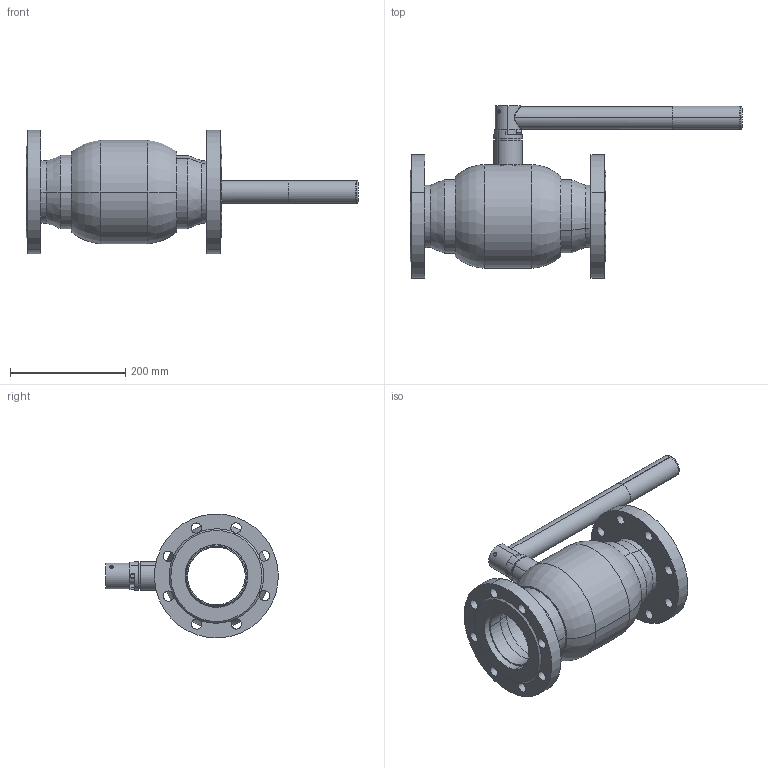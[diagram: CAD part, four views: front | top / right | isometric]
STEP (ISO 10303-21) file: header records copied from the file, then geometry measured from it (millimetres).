
FILE_DESCRIPTION (( 'STEP AP214' ), '1' );
FILE_NAME ('DN100籵噤楊擘爾諉⑩概.STEP', '2026-03-20T05:35:41', ( '' ), ( '' ), 'SwSTEP 2.0', 'SolidWorks 2022', '' );
FILE_SCHEMA (( 'AUTOMOTIVE_DESIGN' ));
Length unit declared in the file: millimetre
Products named in the file (9): Q61F-125-16詩种; Q61F-125-5粣杶; Q61F-125-18參杶; 100籵噤諉; Q61F-125-17球阀把手; 100塘梓16鼠踝; Q61F-125-1概极樓馱; DN100籵噤楊擘爾諉⑩概; Q61F-125-3概裝
Assembly tree (10 placements, depth 2):
  DN100籵噤楊擘爾諉⑩概
    Q61F-125-1概极樓馱
    Q61F-125-5粣杶
    100籵噤諉  x2
    Q61F-125-3概裝
    Q61F-125-16詩种
    Q61F-125-17球阀把手
    Q61F-125-18參杶
    100塘梓16鼠踝  x2
Bounding box: 576 x 299.38 x 214.76 mm (x, y, z)
Volume: 2501193.3 mm3; surface area: 704850.1 mm2
Topology: 10 solids, 10 shells, 239 faces, 579 edges, 358 vertices
Faces by surface type: cylinder 116, plane 79, cone 22, torus 20, bspline 2
Entity records: 7066 total; most frequent: CARTESIAN_POINT 2178, DIRECTION 1049, ORIENTED_EDGE 878, AXIS2_PLACEMENT_3D 442, EDGE_CURVE 439, VERTEX_POINT 274, CIRCLE 246, EDGE_LOOP 221
